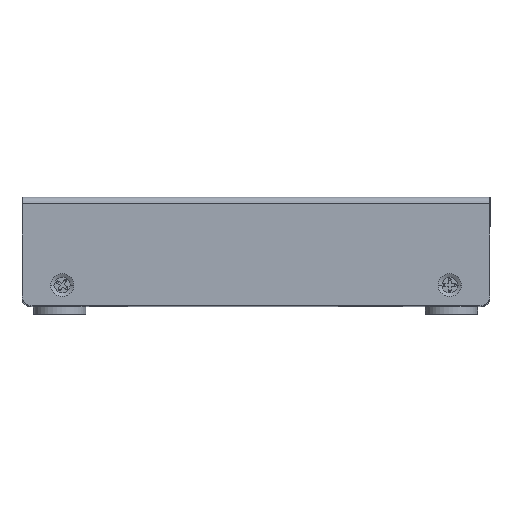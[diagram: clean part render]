
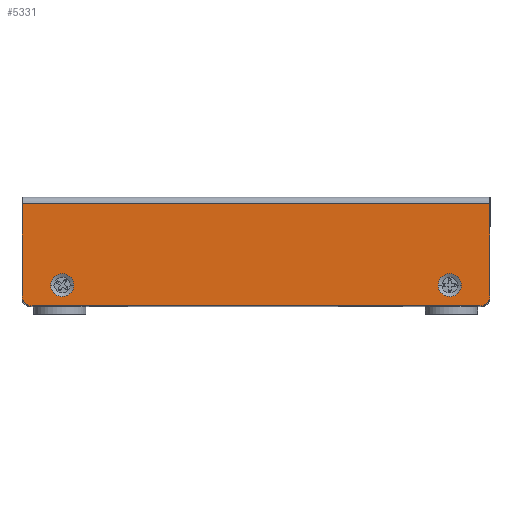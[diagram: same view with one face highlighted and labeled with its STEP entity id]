
A CAD part, top view. The second image highlights one B-rep face of the part: STEP entity #5331.
In plain terms, the highlighted planar face has unit normal (0, 0, 1).
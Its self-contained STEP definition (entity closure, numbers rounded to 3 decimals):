
#70 = ORIENTED_EDGE ( 'NONE', *, *, #4713, .F. ) ;
#77 = ORIENTED_EDGE ( 'NONE', *, *, #6668, .F. ) ;
#325 = DIRECTION ( 'NONE',  ( 0., 0., 1. ) ) ;
#376 = VECTOR ( 'NONE', #5945, 1000. ) ;
#429 = VERTEX_POINT ( 'NONE', #7712 ) ;
#506 = DIRECTION ( 'NONE',  ( 0., 0., 1. ) ) ;
#580 = ORIENTED_EDGE ( 'NONE', *, *, #4901, .F. ) ;
#698 = ORIENTED_EDGE ( 'NONE', *, *, #11300, .T. ) ;
#1071 = VERTEX_POINT ( 'NONE', #6520 ) ;
#1424 = CARTESIAN_POINT ( 'NONE',  ( 44.99, -0.5, 30.995 ) ) ;
#1664 = VERTEX_POINT ( 'NONE', #8372 ) ;
#1845 = CARTESIAN_POINT ( 'NONE',  ( -42.99, -18.92, 30.995 ) ) ;
#1950 = EDGE_CURVE ( 'NONE', #1071, #10594, #13319, .T. ) ;
#2326 = AXIS2_PLACEMENT_3D ( 'NONE', #11177, #4429, #12284 ) ;
#2735 = CARTESIAN_POINT ( 'NONE',  ( -37.25, -16.92, 30.995 ) ) ;
#2809 = CIRCLE ( 'NONE', #12191, 2.2 ) ;
#2958 = DIRECTION ( 'NONE',  ( 0., 1., 0. ) ) ;
#3150 = CARTESIAN_POINT ( 'NONE',  ( 44.99, -20.92, 30.995 ) ) ;
#3177 = AXIS2_PLACEMENT_3D ( 'NONE', #7093, #325, #8221 ) ;
#3182 = ORIENTED_EDGE ( 'NONE', *, *, #7450, .T. ) ;
#3218 = VECTOR ( 'NONE', #10389, 1000. ) ;
#3333 = FACE_BOUND ( 'NONE', #13888, .T. ) ;
#3374 = LINE ( 'NONE', #1424, #376 ) ;
#3454 = DIRECTION ( 'NONE',  ( 0., 0., 1. ) ) ;
#3604 = CARTESIAN_POINT ( 'NONE',  ( -44.99, -20.92, 30.995 ) ) ;
#3854 = DIRECTION ( 'NONE',  ( 1., 0., 0. ) ) ;
#3985 = DIRECTION ( 'NONE',  ( 0., 0., 1. ) ) ;
#4295 = AXIS2_PLACEMENT_3D ( 'NONE', #10192, #3454, #11321 ) ;
#4429 = DIRECTION ( 'NONE',  ( 0., 0., -1. ) ) ;
#4467 = CARTESIAN_POINT ( 'NONE',  ( 44.99, -1.259, 30.995 ) ) ;
#4713 = EDGE_CURVE ( 'NONE', #12825, #429, #2809, .T. ) ;
#4901 = EDGE_CURVE ( 'NONE', #11559, #11548, #6346, .T. ) ;
#5106 = EDGE_LOOP ( 'NONE', ( #9189, #698, #13092, #580, #7326, #3182 ) ) ;
#5331 = ADVANCED_FACE ( 'NONE', ( #11924, #3333, #12638 ), #5505, .F. ) ;
#5397 = EDGE_CURVE ( 'NONE', #1664, #9880, #11591, .T. ) ;
#5505 = PLANE ( 'NONE',  #2326 ) ;
#5885 = CARTESIAN_POINT ( 'NONE',  ( -44.99, -1.259, 30.995 ) ) ;
#5945 = DIRECTION ( 'NONE',  ( 0., 1., 0. ) ) ;
#6210 = LINE ( 'NONE', #3604, #3218 ) ;
#6346 = LINE ( 'NONE', #8842, #8999 ) ;
#6520 = CARTESIAN_POINT ( 'NONE',  ( -42.99, -20.92, 30.995 ) ) ;
#6580 = EDGE_CURVE ( 'NONE', #429, #12825, #7356, .T. ) ;
#6658 = CIRCLE ( 'NONE', #6975, 2.2 ) ;
#6668 = EDGE_CURVE ( 'NONE', #9880, #1664, #6658, .T. ) ;
#6975 = AXIS2_PLACEMENT_3D ( 'NONE', #2735, #10596, #3854 ) ;
#7093 = CARTESIAN_POINT ( 'NONE',  ( 37.25, -16.92, 30.995 ) ) ;
#7258 = CARTESIAN_POINT ( 'NONE',  ( 42.99, -18.92, 30.995 ) ) ;
#7326 = ORIENTED_EDGE ( 'NONE', *, *, #8851, .T. ) ;
#7356 = CIRCLE ( 'NONE', #3177, 2.2 ) ;
#7450 = EDGE_CURVE ( 'NONE', #9787, #1071, #12754, .T. ) ;
#7704 = DIRECTION ( 'NONE',  ( 1., 0., 0. ) ) ;
#7712 = CARTESIAN_POINT ( 'NONE',  ( 39.45, -16.92, 30.995 ) ) ;
#8221 = DIRECTION ( 'NONE',  ( 1., 0., 0. ) ) ;
#8372 = CARTESIAN_POINT ( 'NONE',  ( -39.45, -16.92, 30.995 ) ) ;
#8393 = DIRECTION ( 'NONE',  ( 0., 1., 0. ) ) ;
#8842 = CARTESIAN_POINT ( 'NONE',  ( 0., -1.259, 30.995 ) ) ;
#8851 = EDGE_CURVE ( 'NONE', #11559, #9787, #6210, .T. ) ;
#8999 = VECTOR ( 'NONE', #7704, 1000. ) ;
#9143 = AXIS2_PLACEMENT_3D ( 'NONE', #1845, #9718, #2958 ) ;
#9189 = ORIENTED_EDGE ( 'NONE', *, *, #1950, .T. ) ;
#9501 = EDGE_CURVE ( 'NONE', #12839, #11548, #3374, .T. ) ;
#9531 = CARTESIAN_POINT ( 'NONE',  ( 44.99, -18.92, 30.995 ) ) ;
#9718 = DIRECTION ( 'NONE',  ( 0., 0., 1. ) ) ;
#9787 = VERTEX_POINT ( 'NONE', #10949 ) ;
#9872 = ORIENTED_EDGE ( 'NONE', *, *, #6580, .F. ) ;
#9880 = VERTEX_POINT ( 'NONE', #10027 ) ;
#9904 = DIRECTION ( 'NONE',  ( 1., 0., 0. ) ) ;
#10027 = CARTESIAN_POINT ( 'NONE',  ( -35.05, -16.92, 30.995 ) ) ;
#10192 = CARTESIAN_POINT ( 'NONE',  ( -37.25, -16.92, 30.995 ) ) ;
#10347 = VECTOR ( 'NONE', #9904, 1000. ) ;
#10389 = DIRECTION ( 'NONE',  ( 0., -1., 0. ) ) ;
#10447 = EDGE_LOOP ( 'NONE', ( #77, #11879 ) ) ;
#10594 = VERTEX_POINT ( 'NONE', #12456 ) ;
#10596 = DIRECTION ( 'NONE',  ( 0., 0., 1. ) ) ;
#10722 = CARTESIAN_POINT ( 'NONE',  ( 37.25, -16.92, 30.995 ) ) ;
#10949 = CARTESIAN_POINT ( 'NONE',  ( -44.99, -18.92, 30.995 ) ) ;
#11145 = AXIS2_PLACEMENT_3D ( 'NONE', #7258, #506, #8393 ) ;
#11177 = CARTESIAN_POINT ( 'NONE',  ( 0., 0., 30.995 ) ) ;
#11300 = EDGE_CURVE ( 'NONE', #10594, #12839, #13026, .T. ) ;
#11321 = DIRECTION ( 'NONE',  ( 1., 0., 0. ) ) ;
#11548 = VERTEX_POINT ( 'NONE', #4467 ) ;
#11559 = VERTEX_POINT ( 'NONE', #5885 ) ;
#11591 = CIRCLE ( 'NONE', #4295, 2.2 ) ;
#11722 = CARTESIAN_POINT ( 'NONE',  ( 35.05, -16.92, 30.995 ) ) ;
#11860 = DIRECTION ( 'NONE',  ( 1., 0., 0. ) ) ;
#11879 = ORIENTED_EDGE ( 'NONE', *, *, #5397, .F. ) ;
#11924 = FACE_BOUND ( 'NONE', #10447, .T. ) ;
#12191 = AXIS2_PLACEMENT_3D ( 'NONE', #10722, #3985, #11860 ) ;
#12284 = DIRECTION ( 'NONE',  ( 0., 1., 0. ) ) ;
#12456 = CARTESIAN_POINT ( 'NONE',  ( 42.99, -20.92, 30.995 ) ) ;
#12638 = FACE_OUTER_BOUND ( 'NONE', #5106, .T. ) ;
#12754 = CIRCLE ( 'NONE', #9143, 2. ) ;
#12825 = VERTEX_POINT ( 'NONE', #11722 ) ;
#12839 = VERTEX_POINT ( 'NONE', #9531 ) ;
#13026 = CIRCLE ( 'NONE', #11145, 2. ) ;
#13092 = ORIENTED_EDGE ( 'NONE', *, *, #9501, .T. ) ;
#13319 = LINE ( 'NONE', #3150, #10347 ) ;
#13888 = EDGE_LOOP ( 'NONE', ( #9872, #70 ) ) ;
